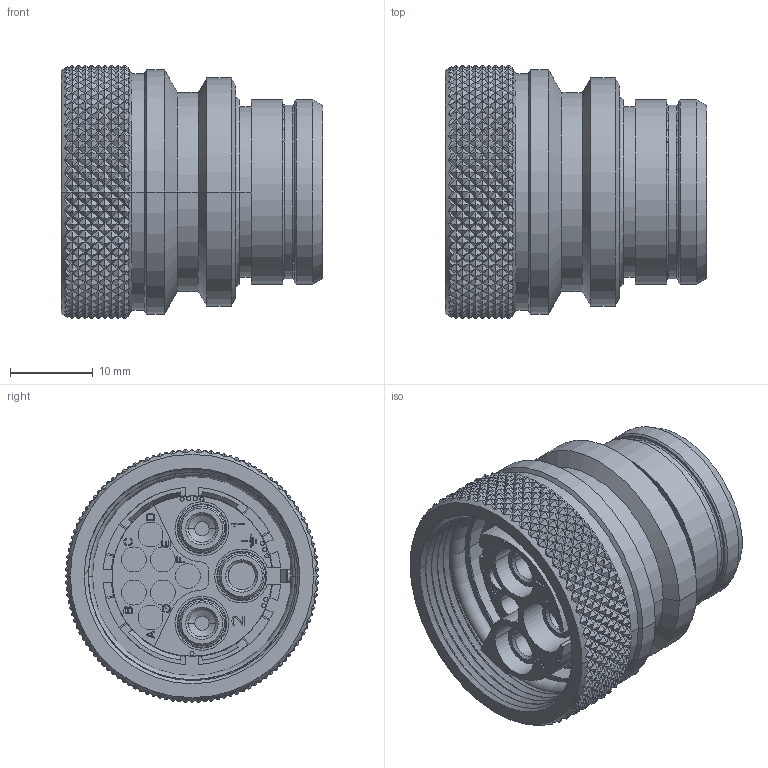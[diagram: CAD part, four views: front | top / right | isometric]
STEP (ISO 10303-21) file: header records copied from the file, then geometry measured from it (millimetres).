
FILE_DESCRIPTION((''),'2;1');
FILE_NAME('1331P410AFS','2024-08-22T15:42:46',('paultorloting'),('NET AG system integration'),'CREO PARAMETRIC BY PTC INC, 2021404','CREO PARAMETRIC BY PTC INC, 2021404','');
FILE_SCHEMA(('AUTOMOTIVE_DESIGN { 1 0 10303 214 1 1 1 1 }'));
Products named in the file (1): 1331P410AFS
Bounding box: 31.5 x 30.5 x 30.5 mm (x, y, z)
Volume: 11167.7 mm3; surface area: 12022.1 mm2
Topology: 1 solids, 8 shells, 4505 faces, 9739 edges, 5341 vertices
Faces by surface type: bspline 2644, plane 951, cylinder 768, cone 71, torus 71
Entity records: 198328 total; most frequent: CARTESIAN_POINT 91609, ORIENTED_EDGE 19450, EDGE_CURVE 9725, DIRECTION 7501, B_SPLINE_CURVE_WITH_KNOTS 6646, VERTEX_POINT 5341, EDGE_LOOP 4638, FACE_OUTER_BOUND 4505
